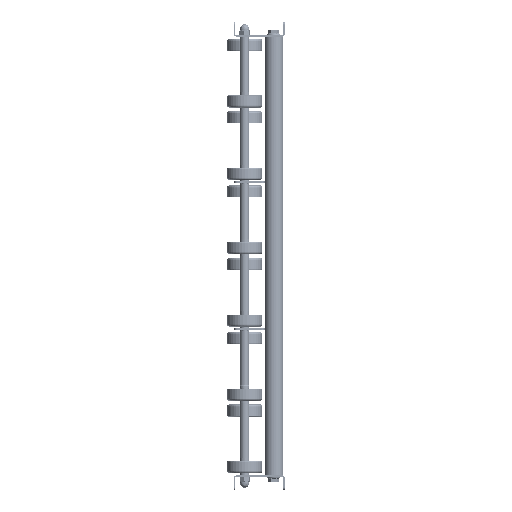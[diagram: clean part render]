
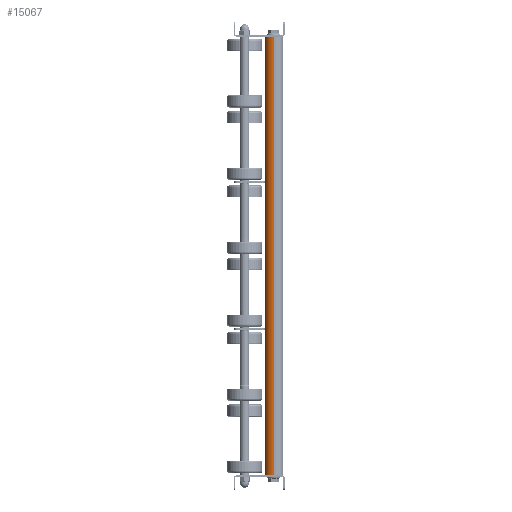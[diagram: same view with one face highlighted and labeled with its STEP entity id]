
A CAD part, left-side view. The second image highlights one B-rep face of the part: STEP entity #15067.
In plain terms, the highlighted cylindrical face has radius 12.5 mm (diameter 25 mm), a partial arc.
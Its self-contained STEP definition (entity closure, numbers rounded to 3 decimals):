
#179 = CARTESIAN_POINT ( 'NONE',  ( 600., 0., 12.5 ) ) ;
#1730 = VECTOR ( 'NONE', #19411, 1000. ) ;
#1916 = VERTEX_POINT ( 'NONE', #3663 ) ;
#1935 = DIRECTION ( 'NONE',  ( 0., 0., -1. ) ) ;
#2176 = CIRCLE ( 'NONE', #24464, 12.5 ) ;
#2802 = LINE ( 'NONE', #7013, #1730 ) ;
#3663 = CARTESIAN_POINT ( 'NONE',  ( 599., 0., -12.5 ) ) ;
#4137 = VERTEX_POINT ( 'NONE', #12266 ) ;
#6038 = VERTEX_POINT ( 'NONE', #26796 ) ;
#6617 = CARTESIAN_POINT ( 'NONE',  ( 599., 0., 0. ) ) ;
#7013 = CARTESIAN_POINT ( 'NONE',  ( 600., 0., -12.5 ) ) ;
#7354 = DIRECTION ( 'NONE',  ( -1., 0., 0. ) ) ;
#7592 = EDGE_CURVE ( 'NONE', #8818, #1916, #2176, .T. ) ;
#8818 = VERTEX_POINT ( 'NONE', #26897 ) ;
#9156 = EDGE_CURVE ( 'NONE', #8818, #6038, #18531, .T. ) ;
#9668 = CYLINDRICAL_SURFACE ( 'NONE', #18429, 12.5 ) ;
#12020 = ORIENTED_EDGE ( 'NONE', *, *, #26964, .T. ) ;
#12266 = CARTESIAN_POINT ( 'NONE',  ( 1., 0., -12.5 ) ) ;
#13899 = DIRECTION ( 'NONE',  ( -1., 0., 0. ) ) ;
#13990 = CIRCLE ( 'NONE', #24374, 12.5 ) ;
#14333 = FACE_OUTER_BOUND ( 'NONE', #25396, .T. ) ;
#14607 = VECTOR ( 'NONE', #25951, 1000. ) ;
#15067 = ADVANCED_FACE ( 'NONE', ( #14333 ), #9668, .T. ) ;
#15175 = CARTESIAN_POINT ( 'NONE',  ( 1., 0., 0. ) ) ;
#15334 = DIRECTION ( 'NONE',  ( 0., 0., -1. ) ) ;
#16962 = DIRECTION ( 'NONE',  ( 0., 0., 1. ) ) ;
#18429 = AXIS2_PLACEMENT_3D ( 'NONE', #19129, #7354, #16962 ) ;
#18531 = LINE ( 'NONE', #179, #14607 ) ;
#19129 = CARTESIAN_POINT ( 'NONE',  ( 600., 0., 0. ) ) ;
#19411 = DIRECTION ( 'NONE',  ( -1., 0., 0. ) ) ;
#20552 = ORIENTED_EDGE ( 'NONE', *, *, #7592, .T. ) ;
#20882 = ORIENTED_EDGE ( 'NONE', *, *, #9156, .F. ) ;
#22094 = EDGE_CURVE ( 'NONE', #1916, #4137, #2802, .T. ) ;
#24374 = AXIS2_PLACEMENT_3D ( 'NONE', #15175, #24615, #15334 ) ;
#24464 = AXIS2_PLACEMENT_3D ( 'NONE', #6617, #13899, #1935 ) ;
#24615 = DIRECTION ( 'NONE',  ( 1., 0., 0. ) ) ;
#25396 = EDGE_LOOP ( 'NONE', ( #20552, #27080, #12020, #20882 ) ) ;
#25951 = DIRECTION ( 'NONE',  ( -1., 0., 0. ) ) ;
#26796 = CARTESIAN_POINT ( 'NONE',  ( 1., 0., 12.5 ) ) ;
#26897 = CARTESIAN_POINT ( 'NONE',  ( 599., 0., 12.5 ) ) ;
#26964 = EDGE_CURVE ( 'NONE', #4137, #6038, #13990, .T. ) ;
#27080 = ORIENTED_EDGE ( 'NONE', *, *, #22094, .T. ) ;
